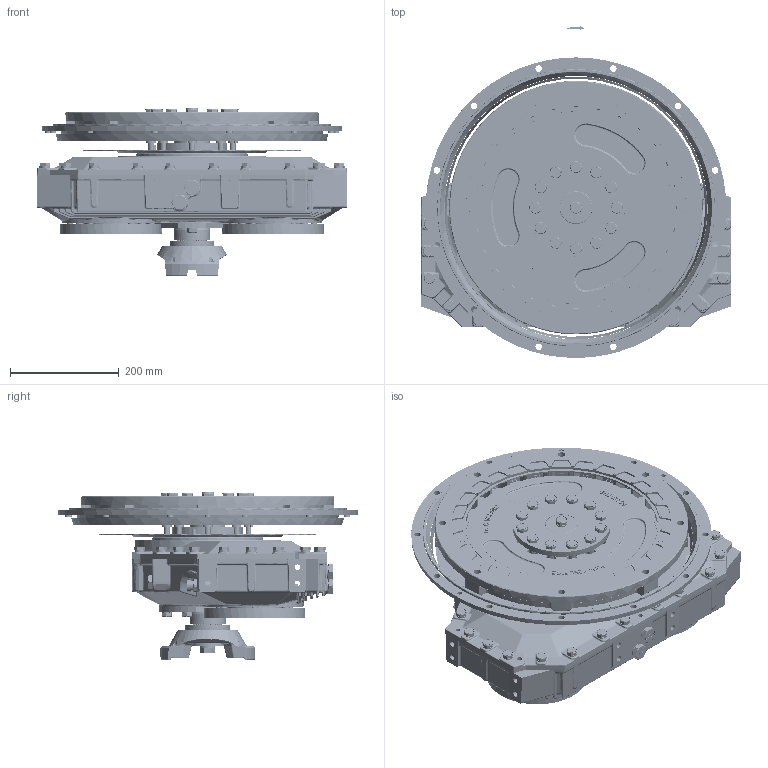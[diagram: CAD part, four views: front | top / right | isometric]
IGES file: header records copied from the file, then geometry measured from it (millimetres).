
Start section: SolidWorks IGES file using analytic representation for surfaces
Global section: file name: 1029015J.IGS; native system: SolidWorks 2015; preprocessor: SolidWorks 2015; author: rossop; date: 160914.160237; units: millimetre
Bounding box: 570 x 611.17 x 311.06 mm (x, y, z)
Surface area: 3015177.3 mm2 (no closed solid volume)
Topology: 0 solids, 0 shells, 9152 faces, 125927 edges, 124727 vertices
Faces by surface type: bspline 5963, revolution 3189
